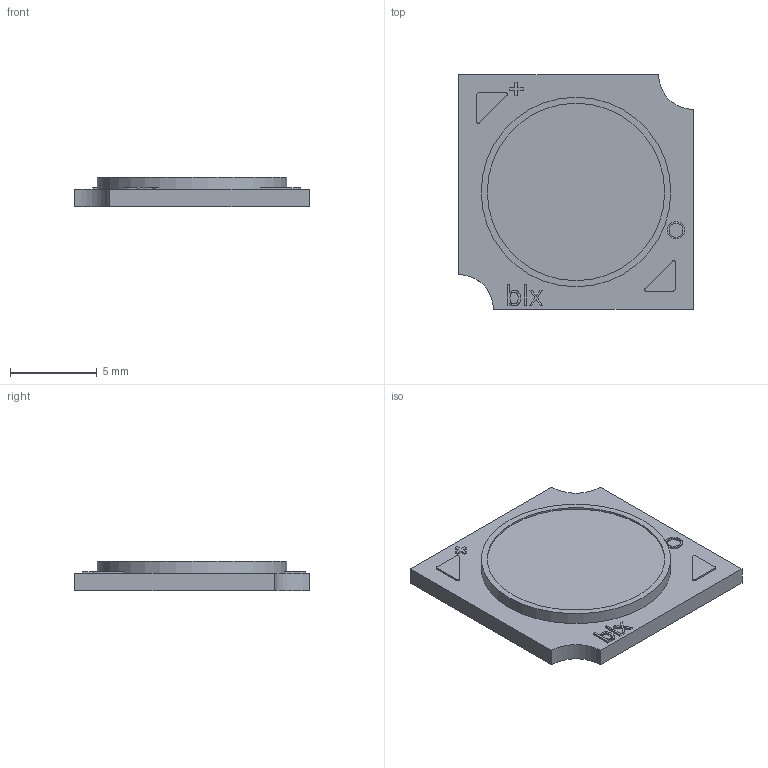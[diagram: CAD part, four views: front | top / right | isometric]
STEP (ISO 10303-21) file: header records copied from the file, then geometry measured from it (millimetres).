
FILE_DESCRIPTION( ( '' ), ' ' );
FILE_NAME( '5de116f86650bc15c52aa55d.step', '2019-11-29T13:02:49', ( '' ), ( '' ), ' ', ' ', ' ' );
FILE_SCHEMA( ( 'AUTOMOTIVE_DESIGN { 1 0 10303 214 1 1 1 1 }' ) );
Length unit declared in the file: metre
Products named in the file (9): Part 1; Part 2; Part 3; Part 4; Part 5; Part 6; Part 7; Part 8; Part 9
Bounding box: 13.5 x 13.5 x 1.7 mm (x, y, z)
Volume: 233.6 mm3; surface area: 646.2 mm2
Topology: 9 solids, 9 shells, 94 faces, 222 edges, 148 vertices
Faces by surface type: plane 65, extrusion 16, cylinder 13
Full cylindrical faces by diameter (mm): 0.8 x1, 1 x1, 10.2 x2, 10.9 x1
Entity records: 3535 total; most frequent: CARTESIAN_POINT 564, ORIENTED_EDGE 434, DIRECTION 401, EDGE_CURVE 217, VECTOR 175, LINE 159, VERTEX_POINT 148, AXIS2_PLACEMENT_3D 113
